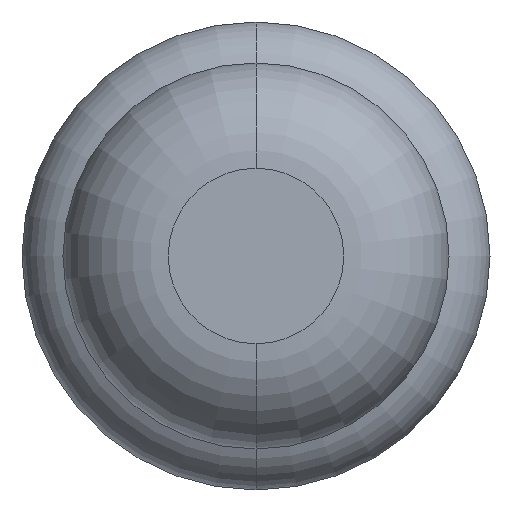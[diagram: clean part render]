
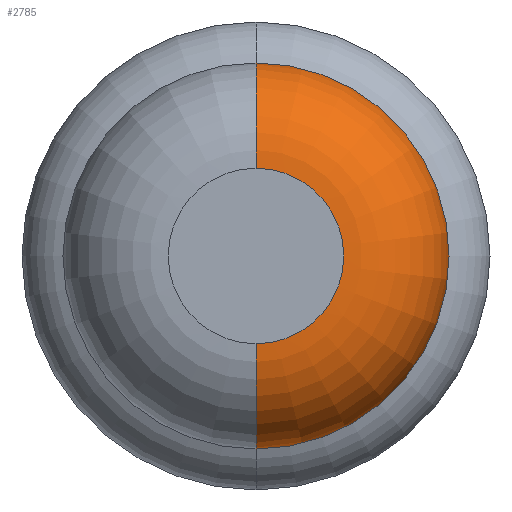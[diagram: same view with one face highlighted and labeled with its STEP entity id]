
A CAD part, front view. The second image highlights one B-rep face of the part: STEP entity #2785.
In plain terms, the highlighted toroidal (fillet/blend) face has major radius 0.375 mm and minor radius 0.45 mm.
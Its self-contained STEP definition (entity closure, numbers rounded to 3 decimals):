
#76 = CARTESIAN_POINT ( 'NONE',  ( 0., -26.95, 0. ) ) ;
#77 = AXIS2_PLACEMENT_3D ( 'NONE', #1250, #2920, #973 ) ;
#148 = CIRCLE ( 'NONE', #3467, 0.45 ) ;
#167 = CARTESIAN_POINT ( 'NONE',  ( 0., -26.95, -0.825 ) ) ;
#262 = DIRECTION ( 'NONE',  ( 0., 0., 1. ) ) ;
#335 = ORIENTED_EDGE ( 'NONE', *, *, #1006, .T. ) ;
#341 = DIRECTION ( 'NONE',  ( 0., 0., 1. ) ) ;
#372 = CIRCLE ( 'NONE', #2541, 0.375 ) ;
#449 = AXIS2_PLACEMENT_3D ( 'NONE', #3328, #2477, #262 ) ;
#503 = CARTESIAN_POINT ( 'NONE',  ( 0., -26.95, -0.375 ) ) ;
#641 = DIRECTION ( 'NONE',  ( 0., 1., 0. ) ) ;
#808 = EDGE_CURVE ( 'Defeature ausgef�hrt1_6+Defeature ausgef�hrt1_5+Defeature ausgef�hrt1_5+Defeature ausgef�hrt1_5', #1742, #2111, #3677, .T. ) ;
#973 = DIRECTION ( 'NONE',  ( 0., 0., 1. ) ) ;
#1006 = EDGE_CURVE ( 'NONE', #2985, #2111, #148, .T. ) ;
#1008 = CARTESIAN_POINT ( 'NONE',  ( 0., -27.4, 0.375 ) ) ;
#1036 = CIRCLE ( 'NONE', #449, 0.45 ) ;
#1250 = CARTESIAN_POINT ( 'NONE',  ( 0., -26.95, 0. ) ) ;
#1257 = EDGE_CURVE ( 'Defeature ausgef�hrt1_5+Defeature ausgef�hrt1_4+Defeature ausgef�hrt1_4+Defeature ausgef�hrt1_4', #1436, #2985, #372, .T. ) ;
#1336 = FACE_OUTER_BOUND ( 'NONE', #2100, .T. ) ;
#1436 = VERTEX_POINT ( 'NONE', #1008 ) ;
#1555 = AXIS2_PLACEMENT_3D ( 'NONE', #76, #641, #3493 ) ;
#1623 = EDGE_CURVE ( 'NONE', #1436, #1742, #1036, .T. ) ;
#1679 = ORIENTED_EDGE ( 'NONE', *, *, #1623, .F. ) ;
#1742 = VERTEX_POINT ( 'NONE', #2059 ) ;
#1744 = CARTESIAN_POINT ( 'NONE',  ( 0., -27.4, 0. ) ) ;
#1933 = CARTESIAN_POINT ( 'NONE',  ( 0., -27.4, -0.375 ) ) ;
#1999 = TOROIDAL_SURFACE ( 'NONE', #1555, 0.375, 0.45 ) ;
#2025 = DIRECTION ( 'NONE',  ( 0., 1., 0. ) ) ;
#2059 = CARTESIAN_POINT ( 'NONE',  ( 0., -26.95, 0.825 ) ) ;
#2100 = EDGE_LOOP ( 'NONE', ( #2770, #335, #2905, #1679 ) ) ;
#2111 = VERTEX_POINT ( 'NONE', #167 ) ;
#2477 = DIRECTION ( 'NONE',  ( -1., 0., 0. ) ) ;
#2541 = AXIS2_PLACEMENT_3D ( 'NONE', #1744, #2025, #341 ) ;
#2770 = ORIENTED_EDGE ( 'NONE', *, *, #1257, .T. ) ;
#2785 = ADVANCED_FACE ( 'Defeature ausgef�hrt1_5', ( #1336 ), #1999, .T. ) ;
#2791 = DIRECTION ( 'NONE',  ( 1., 0., 0. ) ) ;
#2905 = ORIENTED_EDGE ( 'NONE', *, *, #808, .F. ) ;
#2920 = DIRECTION ( 'NONE',  ( 0., 1., 0. ) ) ;
#2985 = VERTEX_POINT ( 'NONE', #1933 ) ;
#3328 = CARTESIAN_POINT ( 'NONE',  ( 0., -26.95, 0.375 ) ) ;
#3467 = AXIS2_PLACEMENT_3D ( 'NONE', #503, #2791, #3668 ) ;
#3493 = DIRECTION ( 'NONE',  ( 0., 0., 1. ) ) ;
#3668 = DIRECTION ( 'NONE',  ( 0., 0., -1. ) ) ;
#3677 = CIRCLE ( 'NONE', #77, 0.825 ) ;
